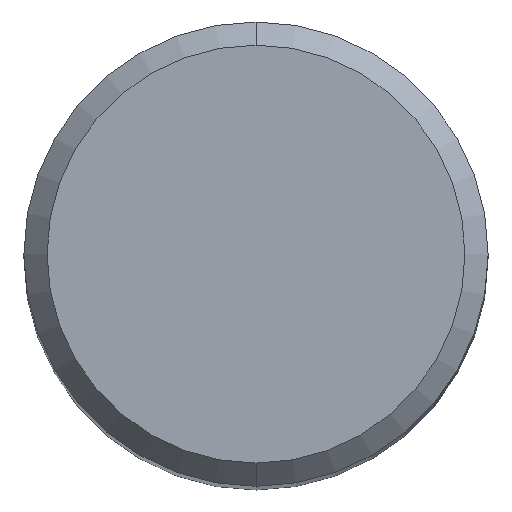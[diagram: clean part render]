
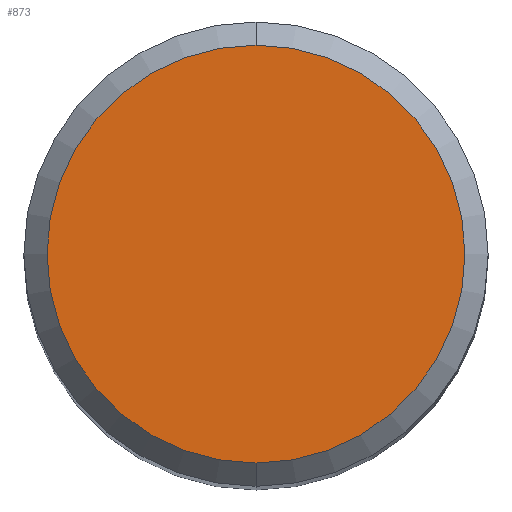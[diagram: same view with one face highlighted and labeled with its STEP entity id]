
A CAD part, top view. The second image highlights one B-rep face of the part: STEP entity #873.
In plain terms, the highlighted planar face has unit normal (0, 0, 1).
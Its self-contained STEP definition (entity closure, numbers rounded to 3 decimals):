
#353=VERTEX_POINT('',#989);
#613=EDGE_CURVE('',#913,#353,#1276,.T.);
#847=EDGE_CURVE('',#353,#913,#1534,.T.);
#873=ADVANCED_FACE('',(#1560),#1561,.T.);
#913=VERTEX_POINT('',#1604);
#989=CARTESIAN_POINT('',(0.,-5.4,0.0));
#1276=CIRCLE('',#4172,5.4);
#1534=CIRCLE('',#8839,5.4);
#1560=FACE_OUTER_BOUND('',#8927,.T.);
#1561=PLANE('',#8928);
#1604=CARTESIAN_POINT('',(0.0,5.4,0.0));
#4172=AXIS2_PLACEMENT_3D('',#9611,#9612,#9613);
#8839=AXIS2_PLACEMENT_3D('',#9881,#9882,#9883);
#8927=EDGE_LOOP('',(#9890,#9891));
#8928=AXIS2_PLACEMENT_3D('',#9892,#9893,#9894);
#9611=CARTESIAN_POINT('',(0.0,0.0,0.0));
#9612=DIRECTION('',(0.0,0.0,-1.0));
#9613=DIRECTION('',(0.0,1.0,0.0));
#9881=CARTESIAN_POINT('',(0.0,0.0,0.0));
#9882=DIRECTION('',(0.0,0.0,-1.0));
#9883=DIRECTION('',(0.0,1.0,0.0));
#9890=ORIENTED_EDGE('',*,*,#613,.F.);
#9891=ORIENTED_EDGE('',*,*,#847,.F.);
#9892=CARTESIAN_POINT('',(0.0,2.7,0.0));
#9893=DIRECTION('',(-0.0,0.0,1.0));
#9894=DIRECTION('',(0.0,-1.0,0.0));
